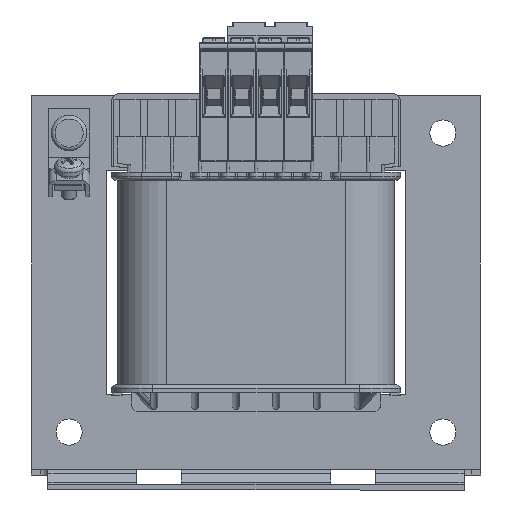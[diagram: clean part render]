
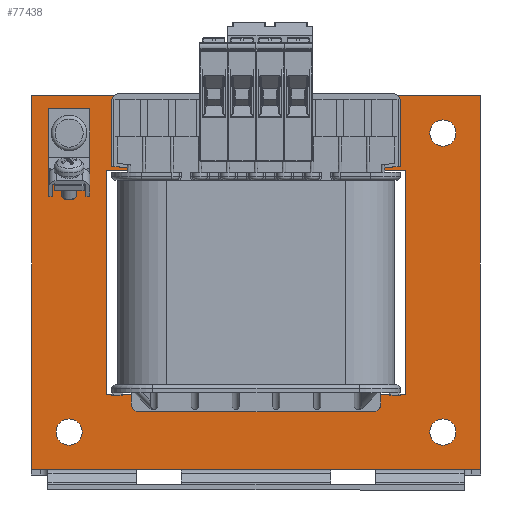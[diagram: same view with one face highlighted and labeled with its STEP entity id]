
A CAD part, front view. The second image highlights one B-rep face of the part: STEP entity #77438.
In plain terms, the highlighted planar face has unit normal (0, -1, 0).
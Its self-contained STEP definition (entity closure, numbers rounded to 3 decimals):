
#939=FACE_BOUND('',#8627,.T.);
#940=FACE_BOUND('',#8628,.T.);
#941=FACE_BOUND('',#8629,.T.);
#942=FACE_BOUND('',#8630,.T.);
#943=FACE_BOUND('',#8631,.T.);
#944=FACE_BOUND('',#8632,.T.);
#1154=PLANE('',#81971);
#4459=FACE_OUTER_BOUND('',#8626,.T.);
#8626=EDGE_LOOP('',(#53800,#53801,#53802,#53803));
#8627=EDGE_LOOP('',(#53804));
#8628=EDGE_LOOP('',(#53805));
#8629=EDGE_LOOP('',(#53806));
#8630=EDGE_LOOP('',(#53807));
#8631=EDGE_LOOP('',(#53808,#53809,#53810,#53811));
#8632=EDGE_LOOP('',(#53812,#53813,#53814,#53815));
#12963=LINE('',#108502,#23012);
#12966=LINE('',#108508,#23015);
#12969=LINE('',#108514,#23018);
#12972=LINE('',#108518,#23021);
#12975=LINE('',#108526,#23024);
#12978=LINE('',#108532,#23027);
#12981=LINE('',#108538,#23030);
#12984=LINE('',#108542,#23033);
#12985=LINE('',#108546,#23034);
#12986=LINE('',#108548,#23035);
#12987=LINE('',#108550,#23036);
#12988=LINE('',#108551,#23037);
#23012=VECTOR('',#87551,10.);
#23015=VECTOR('',#87556,10.);
#23018=VECTOR('',#87561,10.);
#23021=VECTOR('',#87566,10.);
#23024=VECTOR('',#87571,10.);
#23027=VECTOR('',#87576,10.);
#23030=VECTOR('',#87581,10.);
#23033=VECTOR('',#87586,10.);
#23034=VECTOR('',#87589,10.);
#23035=VECTOR('',#87590,10.);
#23036=VECTOR('',#87591,10.);
#23037=VECTOR('',#87592,10.);
#33027=CIRCLE('',#81952,3.5);
#33029=CIRCLE('',#81955,3.5);
#33031=CIRCLE('',#81958,3.5);
#33033=CIRCLE('',#81961,3.5);
#34221=VERTEX_POINT('',#108472);
#34223=VERTEX_POINT('',#108478);
#34225=VERTEX_POINT('',#108484);
#34227=VERTEX_POINT('',#108490);
#34231=VERTEX_POINT('',#108499);
#34232=VERTEX_POINT('',#108501);
#34234=VERTEX_POINT('',#108507);
#34236=VERTEX_POINT('',#108513);
#34239=VERTEX_POINT('',#108523);
#34240=VERTEX_POINT('',#108525);
#34242=VERTEX_POINT('',#108531);
#34244=VERTEX_POINT('',#108537);
#34245=VERTEX_POINT('',#108544);
#34246=VERTEX_POINT('',#108545);
#34247=VERTEX_POINT('',#108547);
#34248=VERTEX_POINT('',#108549);
#41904=EDGE_CURVE('',#34221,#34221,#33027,.T.);
#41907=EDGE_CURVE('',#34223,#34223,#33029,.T.);
#41910=EDGE_CURVE('',#34225,#34225,#33031,.T.);
#41913=EDGE_CURVE('',#34227,#34227,#33033,.T.);
#41918=EDGE_CURVE('',#34232,#34231,#12963,.T.);
#41921=EDGE_CURVE('',#34234,#34232,#12966,.T.);
#41924=EDGE_CURVE('',#34236,#34234,#12969,.T.);
#41927=EDGE_CURVE('',#34231,#34236,#12972,.T.);
#41930=EDGE_CURVE('',#34240,#34239,#12975,.T.);
#41933=EDGE_CURVE('',#34242,#34240,#12978,.T.);
#41936=EDGE_CURVE('',#34244,#34242,#12981,.T.);
#41939=EDGE_CURVE('',#34239,#34244,#12984,.T.);
#41940=EDGE_CURVE('',#34245,#34246,#12985,.T.);
#41941=EDGE_CURVE('',#34247,#34245,#12986,.T.);
#41942=EDGE_CURVE('',#34248,#34247,#12987,.T.);
#41943=EDGE_CURVE('',#34246,#34248,#12988,.T.);
#53800=ORIENTED_EDGE('',*,*,#41940,.F.);
#53801=ORIENTED_EDGE('',*,*,#41941,.F.);
#53802=ORIENTED_EDGE('',*,*,#41942,.F.);
#53803=ORIENTED_EDGE('',*,*,#41943,.F.);
#53804=ORIENTED_EDGE('',*,*,#41904,.T.);
#53805=ORIENTED_EDGE('',*,*,#41907,.T.);
#53806=ORIENTED_EDGE('',*,*,#41910,.T.);
#53807=ORIENTED_EDGE('',*,*,#41913,.T.);
#53808=ORIENTED_EDGE('',*,*,#41918,.T.);
#53809=ORIENTED_EDGE('',*,*,#41927,.T.);
#53810=ORIENTED_EDGE('',*,*,#41924,.T.);
#53811=ORIENTED_EDGE('',*,*,#41921,.T.);
#53812=ORIENTED_EDGE('',*,*,#41930,.T.);
#53813=ORIENTED_EDGE('',*,*,#41939,.T.);
#53814=ORIENTED_EDGE('',*,*,#41936,.T.);
#53815=ORIENTED_EDGE('',*,*,#41933,.T.);
#77438=ADVANCED_FACE('',(#4459,#939,#940,#941,#942,#943,#944),#1154,.F.);
#81952=AXIS2_PLACEMENT_3D('',#108473,#87521,#87522);
#81955=AXIS2_PLACEMENT_3D('',#108479,#87528,#87529);
#81958=AXIS2_PLACEMENT_3D('',#108485,#87535,#87536);
#81961=AXIS2_PLACEMENT_3D('',#108491,#87542,#87543);
#81971=AXIS2_PLACEMENT_3D('',#108543,#87587,#87588);
#87521=DIRECTION('center_axis',(0.,1.,0.));
#87522=DIRECTION('ref_axis',(1.,0.,0.));
#87528=DIRECTION('center_axis',(0.,1.,0.));
#87529=DIRECTION('ref_axis',(1.,0.,0.));
#87535=DIRECTION('center_axis',(0.,1.,0.));
#87536=DIRECTION('ref_axis',(1.,0.,0.));
#87542=DIRECTION('center_axis',(0.,1.,0.));
#87543=DIRECTION('ref_axis',(1.,0.,0.));
#87551=DIRECTION('',(0.,0.,1.));
#87556=DIRECTION('',(-1.,0.,0.));
#87561=DIRECTION('',(0.,0.,-1.));
#87566=DIRECTION('',(1.,0.,0.));
#87571=DIRECTION('',(0.,0.,1.));
#87576=DIRECTION('',(-1.,0.,0.));
#87581=DIRECTION('',(0.,0.,-1.));
#87586=DIRECTION('',(1.,0.,0.));
#87587=DIRECTION('center_axis',(0.,1.,0.));
#87588=DIRECTION('ref_axis',(0.,0.,1.));
#87589=DIRECTION('',(0.,0.,-1.));
#87590=DIRECTION('',(1.,0.,0.));
#87591=DIRECTION('',(0.,0.,1.));
#87592=DIRECTION('',(-1.,0.,0.));
#108472=CARTESIAN_POINT('',(-53.5,-20.85,-40.));
#108473=CARTESIAN_POINT('Origin',(-50.,-20.85,-40.));
#108478=CARTESIAN_POINT('',(46.5,-20.85,-40.));
#108479=CARTESIAN_POINT('Origin',(50.,-20.85,-40.));
#108484=CARTESIAN_POINT('',(46.5,-20.85,40.));
#108485=CARTESIAN_POINT('Origin',(50.,-20.85,40.));
#108490=CARTESIAN_POINT('',(-53.5,-20.85,40.));
#108491=CARTESIAN_POINT('Origin',(-50.,-20.85,40.));
#108499=CARTESIAN_POINT('',(-40.,-20.85,30.));
#108501=CARTESIAN_POINT('',(-40.,-20.85,-30.));
#108502=CARTESIAN_POINT('',(-40.,-20.85,15.));
#108507=CARTESIAN_POINT('',(-20.,-20.85,-30.));
#108508=CARTESIAN_POINT('',(-20.,-20.85,-30.));
#108513=CARTESIAN_POINT('',(-20.,-20.85,30.));
#108514=CARTESIAN_POINT('',(-20.,-20.85,-15.));
#108518=CARTESIAN_POINT('',(-10.,-20.85,30.));
#108523=CARTESIAN_POINT('',(20.,-20.85,30.));
#108525=CARTESIAN_POINT('',(20.,-20.85,-30.));
#108526=CARTESIAN_POINT('',(20.,-20.85,15.));
#108531=CARTESIAN_POINT('',(40.,-20.85,-30.));
#108532=CARTESIAN_POINT('',(10.,-20.85,-30.));
#108537=CARTESIAN_POINT('',(40.,-20.85,30.));
#108538=CARTESIAN_POINT('',(40.,-20.85,-15.));
#108542=CARTESIAN_POINT('',(20.,-20.85,30.));
#108543=CARTESIAN_POINT('Origin',(0.,-20.85,0.));
#108544=CARTESIAN_POINT('',(60.,-20.85,50.));
#108545=CARTESIAN_POINT('',(60.,-20.85,-50.));
#108546=CARTESIAN_POINT('',(60.,-20.85,-50.));
#108547=CARTESIAN_POINT('',(-60.,-20.85,50.));
#108548=CARTESIAN_POINT('',(60.,-20.85,50.));
#108549=CARTESIAN_POINT('',(-60.,-20.85,-50.));
#108550=CARTESIAN_POINT('',(-60.,-20.85,50.));
#108551=CARTESIAN_POINT('',(-60.,-20.85,-50.));
